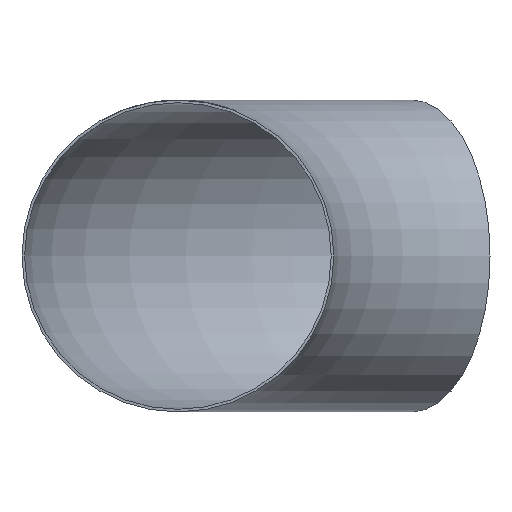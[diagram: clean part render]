
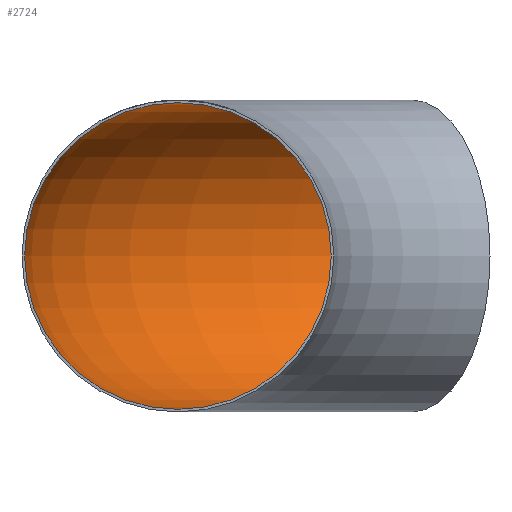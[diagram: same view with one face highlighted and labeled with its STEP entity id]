
A CAD part, front view. The second image highlights one B-rep face of the part: STEP entity #2724.
In plain terms, the highlighted toroidal (fillet/blend) face has major radius 534 mm and minor radius 174.8 mm.
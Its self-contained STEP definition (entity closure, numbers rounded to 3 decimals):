
#350 = EDGE_LOOP ( 'NONE', ( #4528 ) ) ;
#2724 = ADVANCED_FACE ( 'NONE', ( #23997, #14892 ), #3157, .F. ) ;
#3157 = TOROIDAL_SURFACE ( 'NONE', #21200, 534., 174.8 ) ;
#4495 = VERTEX_POINT ( 'NONE', #38864 ) ;
#4528 = ORIENTED_EDGE ( 'NONE', *, *, #28613, .F. ) ;
#5806 = DIRECTION ( 'NONE',  ( 0., 0., -1. ) ) ;
#6274 = DIRECTION ( 'NONE',  ( 0.866, 0.5, 0. ) ) ;
#8042 = CIRCLE ( 'NONE', #30679, 174.8 ) ;
#10337 = CIRCLE ( 'NONE', #15445, 174.8 ) ;
#10875 = DIRECTION ( 'NONE',  ( 0., 1., 0. ) ) ;
#10971 = VERTEX_POINT ( 'NONE', #35239 ) ;
#14066 = EDGE_CURVE ( 'NONE', #4495, #4495, #8042, .T. ) ;
#14284 = DIRECTION ( 'NONE',  ( 0., 0., 1. ) ) ;
#14892 = FACE_OUTER_BOUND ( 'NONE', #350, .T. ) ;
#15445 = AXIS2_PLACEMENT_3D ( 'NONE', #16916, #10875, #14284 ) ;
#16916 = CARTESIAN_POINT ( 'NONE',  ( -534., 0., 0. ) ) ;
#18385 = CARTESIAN_POINT ( 'NONE',  ( -267., 462.458, 0. ) ) ;
#18799 = DIRECTION ( 'NONE',  ( -0.5, 0.866, 0. ) ) ;
#21200 = AXIS2_PLACEMENT_3D ( 'NONE', #33327, #5806, #30491 ) ;
#23997 = FACE_OUTER_BOUND ( 'NONE', #39990, .T. ) ;
#28613 = EDGE_CURVE ( 'NONE', #10971, #10971, #10337, .T. ) ;
#30491 = DIRECTION ( 'NONE',  ( -1., 0., 0. ) ) ;
#30679 = AXIS2_PLACEMENT_3D ( 'NONE', #18385, #6274, #18799 ) ;
#33327 = CARTESIAN_POINT ( 'NONE',  ( 0., 0., 0. ) ) ;
#35239 = CARTESIAN_POINT ( 'NONE',  ( -534., 0., 174.8 ) ) ;
#35346 = ORIENTED_EDGE ( 'NONE', *, *, #14066, .T. ) ;
#38864 = CARTESIAN_POINT ( 'NONE',  ( -354.4, 613.839, 0. ) ) ;
#39990 = EDGE_LOOP ( 'NONE', ( #35346 ) ) ;
